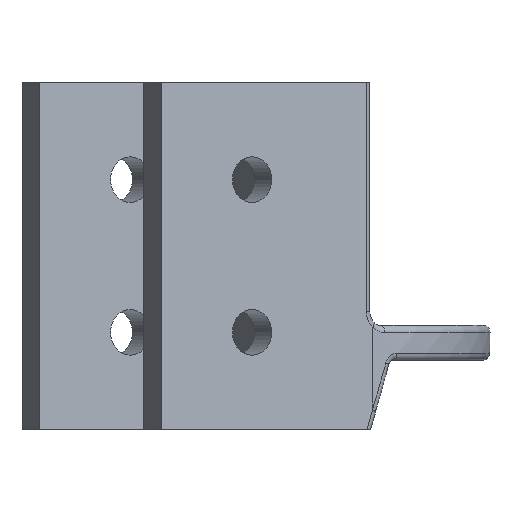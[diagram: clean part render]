
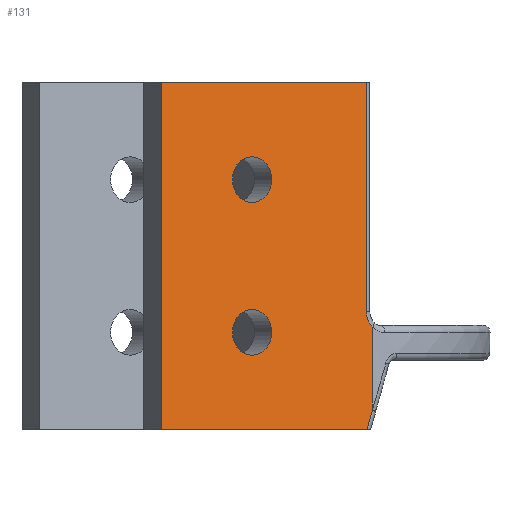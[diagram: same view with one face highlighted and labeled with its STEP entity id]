
A CAD part, left-side view. The second image highlights one B-rep face of the part: STEP entity #131.
In plain terms, the highlighted planar face has unit normal (-0.866, -0.5, 0).
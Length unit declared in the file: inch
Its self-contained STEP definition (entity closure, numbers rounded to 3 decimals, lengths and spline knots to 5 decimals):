
#131=ADVANCED_FACE('',(#274,#275,#276),#171,.F.);
#171=PLANE('',#788);
#181=LINE('',#1091,#223);
#203=LINE('',#1198,#245);
#205=LINE('',#1208,#247);
#206=LINE('',#1210,#248);
#207=LINE('',#1211,#249);
#208=LINE('',#1213,#250);
#223=VECTOR('',#864,1.);
#245=VECTOR('',#930,1.);
#247=VECTOR('',#940,1.);
#248=VECTOR('',#941,1.);
#249=VECTOR('',#942,1.);
#250=VECTOR('',#943,1.);
#274=FACE_BOUND('',#306,.T.);
#275=FACE_BOUND('',#307,.T.);
#276=FACE_BOUND('',#308,.T.);
#306=EDGE_LOOP('',(#408));
#307=EDGE_LOOP('',(#409));
#308=EDGE_LOOP('',(#410,#411,#412,#413,#414,#415,#416));
#408=ORIENTED_EDGE('',*,*,#664,.T.);
#409=ORIENTED_EDGE('',*,*,#665,.T.);
#410=ORIENTED_EDGE('',*,*,#666,.T.);
#411=ORIENTED_EDGE('',*,*,#667,.T.);
#412=ORIENTED_EDGE('',*,*,#668,.F.);
#413=ORIENTED_EDGE('',*,*,#662,.T.);
#414=ORIENTED_EDGE('',*,*,#669,.T.);
#415=ORIENTED_EDGE('',*,*,#670,.T.);
#416=ORIENTED_EDGE('',*,*,#623,.F.);
#559=VERTEX_POINT('',#1090);
#560=VERTEX_POINT('',#1092);
#590=VERTEX_POINT('',#1197);
#591=VERTEX_POINT('',#1199);
#592=VERTEX_POINT('',#1203);
#593=VERTEX_POINT('',#1205);
#594=VERTEX_POINT('',#1207);
#595=VERTEX_POINT('',#1209);
#596=VERTEX_POINT('',#1212);
#623=EDGE_CURVE('',#559,#560,#181,.T.);
#662=EDGE_CURVE('',#591,#590,#203,.T.);
#664=EDGE_CURVE('',#592,#592,#730,.T.);
#665=EDGE_CURVE('',#593,#593,#731,.T.);
#666=EDGE_CURVE('',#559,#594,#732,.T.);
#667=EDGE_CURVE('',#594,#595,#205,.T.);
#668=EDGE_CURVE('',#591,#595,#206,.T.);
#669=EDGE_CURVE('',#590,#596,#207,.T.);
#670=EDGE_CURVE('',#596,#560,#208,.T.);
#730=CIRCLE('',#785,0.16405);
#731=CIRCLE('',#786,0.16405);
#732=CIRCLE('',#787,0.15);
#785=AXIS2_PLACEMENT_3D('',#1202,#934,#935);
#786=AXIS2_PLACEMENT_3D('',#1204,#936,#937);
#787=AXIS2_PLACEMENT_3D('',#1206,#938,#939);
#788=AXIS2_PLACEMENT_3D('',#1214,#944,#945);
#864=DIRECTION('',(0.,0.,-1.));
#930=DIRECTION('',(0.,0.,-1.));
#934=DIRECTION('',(0.866,0.5,0.));
#935=DIRECTION('',(-0.5,0.866,0.));
#936=DIRECTION('',(0.866,0.5,0.));
#937=DIRECTION('',(-0.5,0.866,0.));
#938=DIRECTION('',(0.866,0.5,0.));
#939=DIRECTION('',(-0.5,0.866,0.));
#940=DIRECTION('',(0.,0.,1.));
#941=DIRECTION('',(0.5,-0.866,0.));
#942=DIRECTION('',(0.5,-0.866,0.));
#943=DIRECTION('',(0.155,-0.269,0.95));
#944=DIRECTION('',(0.866,0.5,0.));
#945=DIRECTION('',(-0.5,0.866,0.));
#1090=CARTESIAN_POINT('',(-1.8162,1.14074,20.22612));
#1091=CARTESIAN_POINT('',(-1.8162,1.14074,20.23793));
#1092=CARTESIAN_POINT('',(-1.8162,1.14074,19.62883));
#1197=CARTESIAN_POINT('',(-2.6937,2.66062,19.48793));
#1198=CARTESIAN_POINT('',(-2.6937,2.66062,20.23793));
#1199=CARTESIAN_POINT('',(-2.6937,2.66062,21.98793));
#1202=CARTESIAN_POINT('',(-2.3162,2.00677,20.18793));
#1203=CARTESIAN_POINT('',(-2.39822,2.14884,20.18793));
#1204=CARTESIAN_POINT('',(-2.3162,2.00677,21.28793));
#1205=CARTESIAN_POINT('',(-2.39822,2.14884,21.28793));
#1206=CARTESIAN_POINT('',(-1.7662,1.05414,20.33793));
#1207=CARTESIAN_POINT('',(-1.8412,1.18405,20.33793));
#1208=CARTESIAN_POINT('',(-1.8412,1.18405,20.23793));
#1209=CARTESIAN_POINT('',(-1.8412,1.18405,21.98793));
#1210=CARTESIAN_POINT('',(-2.6937,2.66062,21.98793));
#1211=CARTESIAN_POINT('',(-2.6937,2.66062,19.48793));
#1212=CARTESIAN_POINT('',(-1.83923,1.18064,19.48793));
#1213=CARTESIAN_POINT('',(-1.81098,1.1317,19.66076));
#1214=CARTESIAN_POINT('',(-2.6937,2.66062,20.23793));
